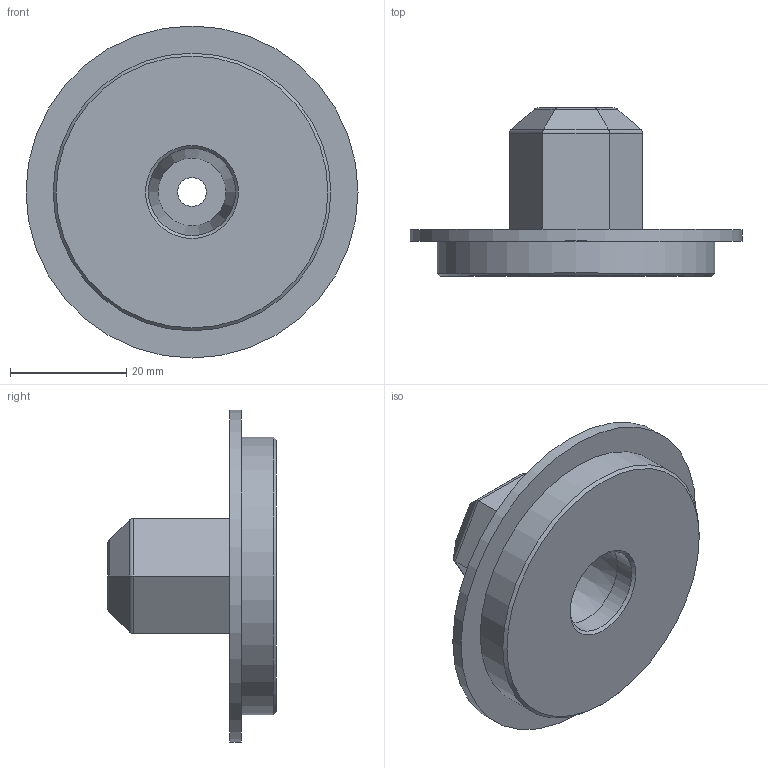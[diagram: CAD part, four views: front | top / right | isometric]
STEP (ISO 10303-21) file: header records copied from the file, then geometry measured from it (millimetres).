
FILE_DESCRIPTION(/* description */ (''),/* implementation_level */ '2;1');
FILE_NAME(/* name */ 'Core_Core mount_checkvv mount.stp',/* time_stamp */ '2020-09-14T12:49:07-04:00',/* author */ ('user'),/* organization */ (''),/* preprocessor_version */ 'ST-DEVELOPER v18',/* originating_system */ 'Autodesk Inventor 2020',/* authorisation */ '');
FILE_SCHEMA (('AUTOMOTIVE_DESIGN { 1 0 10303 214 3 1 1 }'));
Length unit declared in the file: millimetre
Products named in the file (1): Core_Core mount_checkvv mount
Bounding box: 57.15 x 29 x 57.15 mm (x, y, z)
Volume: 17291.5 mm3; surface area: 8896.3 mm2
Topology: 1 solids, 1 shells, 38 faces, 85 edges, 53 vertices
Faces by surface type: plane 18, cylinder 17, cone 3
Full cylindrical faces by diameter (mm): 5 x1, 15 x1, 44 x1, 47.8 x1, 57.15 x1
Entity records: 1101 total; most frequent: DIRECTION 198, CARTESIAN_POINT 177, ORIENTED_EDGE 170, EDGE_CURVE 85, AXIS2_PLACEMENT_3D 74, VERTEX_POINT 53, LINE 50, VECTOR 50
